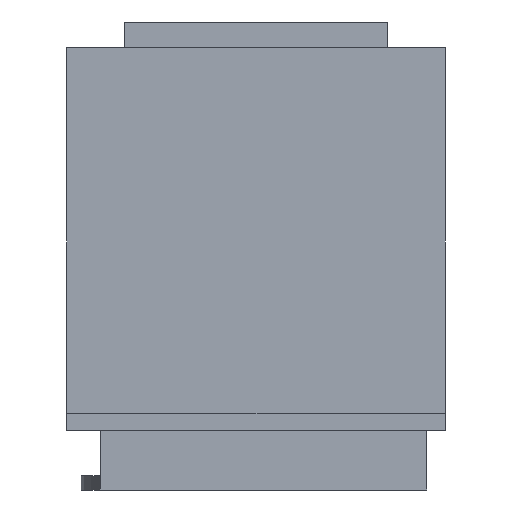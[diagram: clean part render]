
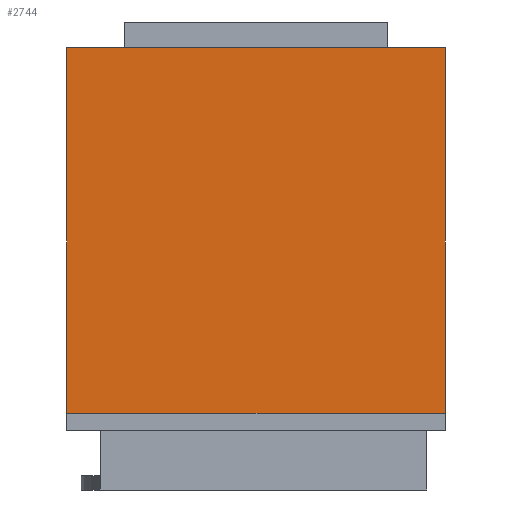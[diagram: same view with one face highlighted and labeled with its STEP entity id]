
A CAD part, left-side view. The second image highlights one B-rep face of the part: STEP entity #2744.
In plain terms, the highlighted planar face has unit normal (-1, 0, 0).
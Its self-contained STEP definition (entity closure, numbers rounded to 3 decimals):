
#436 = VERTEX_POINT ( 'NONE', #10171 ) ;
#880 = DIRECTION ( 'NONE',  ( 0., 1., 0. ) ) ;
#949 = VECTOR ( 'NONE', #7594, 1000. ) ;
#1147 = EDGE_CURVE ( 'NONE', #436, #10440, #5657, .T. ) ;
#1338 = CARTESIAN_POINT ( 'NONE',  ( -221., -22.225, 45. ) ) ;
#1365 = VECTOR ( 'NONE', #880, 1000. ) ;
#1844 = DIRECTION ( 'NONE',  ( 0., 1., 0. ) ) ;
#1941 = ORIENTED_EDGE ( 'NONE', *, *, #1147, .T. ) ;
#2625 = CARTESIAN_POINT ( 'NONE',  ( -221., -22.225, 2. ) ) ;
#2682 = CARTESIAN_POINT ( 'NONE',  ( -221., -22.225, 45. ) ) ;
#2744 = ADVANCED_FACE ( 'NONE', ( #10508 ), #5188, .F. ) ;
#3202 = EDGE_CURVE ( 'NONE', #10440, #5436, #6018, .T. ) ;
#3320 = ORIENTED_EDGE ( 'NONE', *, *, #6427, .F. ) ;
#3332 = VERTEX_POINT ( 'NONE', #10785 ) ;
#3610 = VECTOR ( 'NONE', #6164, 1000. ) ;
#3684 = CARTESIAN_POINT ( 'NONE',  ( -221., 22.225, 45. ) ) ;
#3689 = ORIENTED_EDGE ( 'NONE', *, *, #3202, .T. ) ;
#4790 = CARTESIAN_POINT ( 'NONE',  ( -221., 22.225, 2. ) ) ;
#5188 = PLANE ( 'NONE',  #7876 ) ;
#5436 = VERTEX_POINT ( 'NONE', #4790 ) ;
#5657 = LINE ( 'NONE', #2682, #9259 ) ;
#6018 = LINE ( 'NONE', #10699, #3610 ) ;
#6164 = DIRECTION ( 'NONE',  ( 0., 0., -1. ) ) ;
#6427 = EDGE_CURVE ( 'NONE', #3332, #5436, #8090, .T. ) ;
#7296 = ORIENTED_EDGE ( 'NONE', *, *, #7370, .F. ) ;
#7370 = EDGE_CURVE ( 'NONE', #436, #3332, #10097, .T. ) ;
#7594 = DIRECTION ( 'NONE',  ( 0., 0., -1. ) ) ;
#7815 = EDGE_LOOP ( 'NONE', ( #3689, #3320, #7296, #1941 ) ) ;
#7823 = CARTESIAN_POINT ( 'NONE',  ( -221., -22.225, 45. ) ) ;
#7876 = AXIS2_PLACEMENT_3D ( 'NONE', #7823, #8847, #9716 ) ;
#8090 = LINE ( 'NONE', #2625, #1365 ) ;
#8847 = DIRECTION ( 'NONE',  ( 1., 0., 0. ) ) ;
#9259 = VECTOR ( 'NONE', #1844, 1000. ) ;
#9716 = DIRECTION ( 'NONE',  ( 0., 0., -1. ) ) ;
#10097 = LINE ( 'NONE', #1338, #949 ) ;
#10171 = CARTESIAN_POINT ( 'NONE',  ( -221., -22.225, 45. ) ) ;
#10440 = VERTEX_POINT ( 'NONE', #3684 ) ;
#10508 = FACE_OUTER_BOUND ( 'NONE', #7815, .T. ) ;
#10699 = CARTESIAN_POINT ( 'NONE',  ( -221., 22.225, 45. ) ) ;
#10785 = CARTESIAN_POINT ( 'NONE',  ( -221., -22.225, 2. ) ) ;
